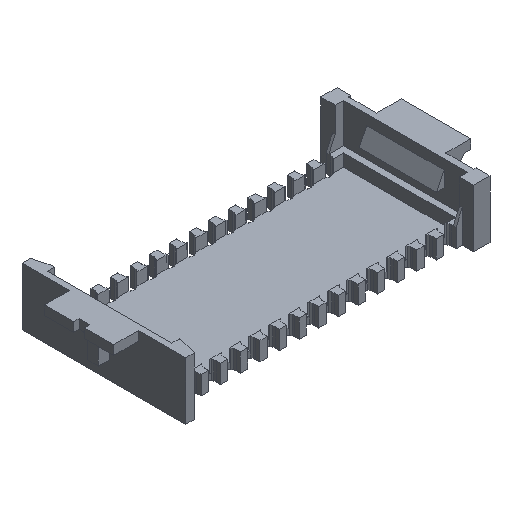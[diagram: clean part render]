
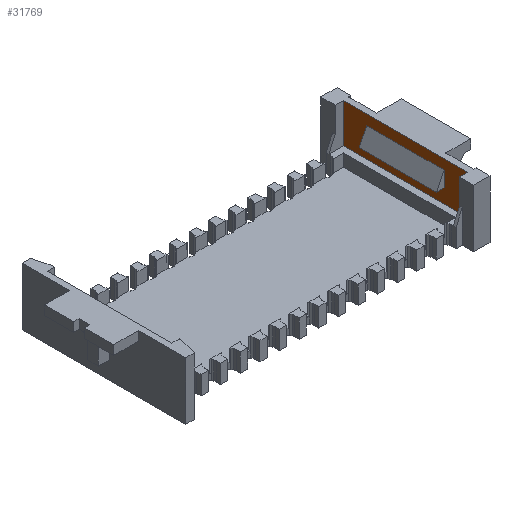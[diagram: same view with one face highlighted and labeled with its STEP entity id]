
A CAD part, isometric view. The second image highlights one B-rep face of the part: STEP entity #31769.
In plain terms, the highlighted planar face has unit normal (-1, 0, 0).
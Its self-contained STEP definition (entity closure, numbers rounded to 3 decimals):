
#14731 = PLANE('',#14732);
#14732 = AXIS2_PLACEMENT_3D('',#14733,#14734,#14735);
#14733 = CARTESIAN_POINT('',(-19.15,-8.05,-1.34));
#14734 = DIRECTION('',(0.,0.,1.));
#14735 = DIRECTION('',(1.,0.,0.));
#30496 = PLANE('',#30497);
#30497 = AXIS2_PLACEMENT_3D('',#30498,#30499,#30500);
#30498 = CARTESIAN_POINT('',(-19.15,8.05,-1.34));
#30499 = DIRECTION('',(0.,1.,0.));
#30500 = DIRECTION('',(0.,0.,1.));
#30548 = PLANE('',#30549);
#30549 = AXIS2_PLACEMENT_3D('',#30550,#30551,#30552);
#30550 = CARTESIAN_POINT('',(-19.15,-8.05,-1.34));
#30551 = DIRECTION('',(0.,1.,0.));
#30552 = DIRECTION('',(0.,0.,1.));
#31672 = VERTEX_POINT('',#31673);
#31673 = CARTESIAN_POINT('',(19.15,8.05,3.74));
#31688 = PLANE('',#31689);
#31689 = AXIS2_PLACEMENT_3D('',#31690,#31691,#31692);
#31690 = CARTESIAN_POINT('',(20.193,0.,3.74));
#31691 = DIRECTION('',(0.,0.,1.));
#31692 = DIRECTION('',(1.,0.,0.));
#31700 = EDGE_CURVE('',#31701,#31672,#31703,.T.);
#31701 = VERTEX_POINT('',#31702);
#31702 = CARTESIAN_POINT('',(19.15,8.05,-1.34));
#31703 = SURFACE_CURVE('',#31704,(#31708,#31715),.PCURVE_S1.);
#31704 = LINE('',#31705,#31706);
#31705 = CARTESIAN_POINT('',(19.15,8.05,-1.34));
#31706 = VECTOR('',#31707,1.);
#31707 = DIRECTION('',(0.,0.,1.));
#31708 = PCURVE('',#30496,#31709);
#31709 = DEFINITIONAL_REPRESENTATION('',(#31710),#31714);
#31710 = LINE('',#31711,#31712);
#31711 = CARTESIAN_POINT('',(0.,38.3));
#31712 = VECTOR('',#31713,1.);
#31713 = DIRECTION('',(1.,0.));
#31714 = ( GEOMETRIC_REPRESENTATION_CONTEXT(2) 
PARAMETRIC_REPRESENTATION_CONTEXT() REPRESENTATION_CONTEXT('2D SPACE',''
  ) );
#31715 = PCURVE('',#31716,#31721);
#31716 = PLANE('',#31717);
#31717 = AXIS2_PLACEMENT_3D('',#31718,#31719,#31720);
#31718 = CARTESIAN_POINT('',(19.15,-8.05,-1.34));
#31719 = DIRECTION('',(1.,0.,0.));
#31720 = DIRECTION('',(0.,0.,1.));
#31721 = DEFINITIONAL_REPRESENTATION('',(#31722),#31726);
#31722 = LINE('',#31723,#31724);
#31723 = CARTESIAN_POINT('',(0.,-16.1));
#31724 = VECTOR('',#31725,1.);
#31725 = DIRECTION('',(1.,0.));
#31726 = ( GEOMETRIC_REPRESENTATION_CONTEXT(2) 
PARAMETRIC_REPRESENTATION_CONTEXT() REPRESENTATION_CONTEXT('2D SPACE',''
  ) );
#31769 = ADVANCED_FACE('',(#31770,#31839),#31716,.F.);
#31770 = FACE_BOUND('',#31771,.F.);
#31771 = EDGE_LOOP('',(#31772,#31797,#31818,#31819));
#31772 = ORIENTED_EDGE('',*,*,#31773,.F.);
#31773 = EDGE_CURVE('',#31774,#31776,#31778,.T.);
#31774 = VERTEX_POINT('',#31775);
#31775 = CARTESIAN_POINT('',(19.15,-8.05,-1.34));
#31776 = VERTEX_POINT('',#31777);
#31777 = CARTESIAN_POINT('',(19.15,-8.05,3.74));
#31778 = SURFACE_CURVE('',#31779,(#31783,#31790),.PCURVE_S1.);
#31779 = LINE('',#31780,#31781);
#31780 = CARTESIAN_POINT('',(19.15,-8.05,-1.34));
#31781 = VECTOR('',#31782,1.);
#31782 = DIRECTION('',(0.,0.,1.));
#31783 = PCURVE('',#31716,#31784);
#31784 = DEFINITIONAL_REPRESENTATION('',(#31785),#31789);
#31785 = LINE('',#31786,#31787);
#31786 = CARTESIAN_POINT('',(0.,0.));
#31787 = VECTOR('',#31788,1.);
#31788 = DIRECTION('',(1.,0.));
#31789 = ( GEOMETRIC_REPRESENTATION_CONTEXT(2) 
PARAMETRIC_REPRESENTATION_CONTEXT() REPRESENTATION_CONTEXT('2D SPACE',''
  ) );
#31790 = PCURVE('',#30548,#31791);
#31791 = DEFINITIONAL_REPRESENTATION('',(#31792),#31796);
#31792 = LINE('',#31793,#31794);
#31793 = CARTESIAN_POINT('',(0.,38.3));
#31794 = VECTOR('',#31795,1.);
#31795 = DIRECTION('',(1.,0.));
#31796 = ( GEOMETRIC_REPRESENTATION_CONTEXT(2) 
PARAMETRIC_REPRESENTATION_CONTEXT() REPRESENTATION_CONTEXT('2D SPACE',''
  ) );
#31797 = ORIENTED_EDGE('',*,*,#31798,.T.);
#31798 = EDGE_CURVE('',#31774,#31701,#31799,.T.);
#31799 = SURFACE_CURVE('',#31800,(#31804,#31811),.PCURVE_S1.);
#31800 = LINE('',#31801,#31802);
#31801 = CARTESIAN_POINT('',(19.15,-8.05,-1.34));
#31802 = VECTOR('',#31803,1.);
#31803 = DIRECTION('',(0.,1.,0.));
#31804 = PCURVE('',#31716,#31805);
#31805 = DEFINITIONAL_REPRESENTATION('',(#31806),#31810);
#31806 = LINE('',#31807,#31808);
#31807 = CARTESIAN_POINT('',(0.,0.));
#31808 = VECTOR('',#31809,1.);
#31809 = DIRECTION('',(0.,-1.));
#31810 = ( GEOMETRIC_REPRESENTATION_CONTEXT(2) 
PARAMETRIC_REPRESENTATION_CONTEXT() REPRESENTATION_CONTEXT('2D SPACE',''
  ) );
#31811 = PCURVE('',#14731,#31812);
#31812 = DEFINITIONAL_REPRESENTATION('',(#31813),#31817);
#31813 = LINE('',#31814,#31815);
#31814 = CARTESIAN_POINT('',(38.3,0.));
#31815 = VECTOR('',#31816,1.);
#31816 = DIRECTION('',(0.,1.));
#31817 = ( GEOMETRIC_REPRESENTATION_CONTEXT(2) 
PARAMETRIC_REPRESENTATION_CONTEXT() REPRESENTATION_CONTEXT('2D SPACE',''
  ) );
#31818 = ORIENTED_EDGE('',*,*,#31700,.T.);
#31819 = ORIENTED_EDGE('',*,*,#31820,.F.);
#31820 = EDGE_CURVE('',#31776,#31672,#31821,.T.);
#31821 = SURFACE_CURVE('',#31822,(#31826,#31832),.PCURVE_S1.);
#31822 = LINE('',#31823,#31824);
#31823 = CARTESIAN_POINT('',(19.15,-8.225,3.74));
#31824 = VECTOR('',#31825,1.);
#31825 = DIRECTION('',(0.,1.,0.));
#31826 = PCURVE('',#31716,#31827);
#31827 = DEFINITIONAL_REPRESENTATION('',(#31828),#31831);
#31828 = B_SPLINE_CURVE_WITH_KNOTS('',1,(#31829,#31830),.UNSPECIFIED.,
  .F.,.F.,(2,2),(-1.435,17.885),.PIECEWISE_BEZIER_KNOTS.);
#31829 = CARTESIAN_POINT('',(5.08,1.61));
#31830 = CARTESIAN_POINT('',(5.08,-17.71));
#31831 = ( GEOMETRIC_REPRESENTATION_CONTEXT(2) 
PARAMETRIC_REPRESENTATION_CONTEXT() REPRESENTATION_CONTEXT('2D SPACE',''
  ) );
#31832 = PCURVE('',#31688,#31833);
#31833 = DEFINITIONAL_REPRESENTATION('',(#31834),#31838);
#31834 = LINE('',#31835,#31836);
#31835 = CARTESIAN_POINT('',(-1.043,-8.225));
#31836 = VECTOR('',#31837,1.);
#31837 = DIRECTION('',(0.,1.));
#31838 = ( GEOMETRIC_REPRESENTATION_CONTEXT(2) 
PARAMETRIC_REPRESENTATION_CONTEXT() REPRESENTATION_CONTEXT('2D SPACE',''
  ) );
#31839 = FACE_BOUND('',#31840,.F.);
#31840 = EDGE_LOOP('',(#31841,#31871,#31899,#31927));
#31841 = ORIENTED_EDGE('',*,*,#31842,.F.);
#31842 = EDGE_CURVE('',#31843,#31845,#31847,.T.);
#31843 = VERTEX_POINT('',#31844);
#31844 = CARTESIAN_POINT('',(19.15,5.,0.46));
#31845 = VERTEX_POINT('',#31846);
#31846 = CARTESIAN_POINT('',(19.15,5.,2.46));
#31847 = SURFACE_CURVE('',#31848,(#31852,#31859),.PCURVE_S1.);
#31848 = LINE('',#31849,#31850);
#31849 = CARTESIAN_POINT('',(19.15,5.,0.46));
#31850 = VECTOR('',#31851,1.);
#31851 = DIRECTION('',(0.,0.,1.));
#31852 = PCURVE('',#31716,#31853);
#31853 = DEFINITIONAL_REPRESENTATION('',(#31854),#31858);
#31854 = LINE('',#31855,#31856);
#31855 = CARTESIAN_POINT('',(1.8,-13.05));
#31856 = VECTOR('',#31857,1.);
#31857 = DIRECTION('',(1.,0.));
#31858 = ( GEOMETRIC_REPRESENTATION_CONTEXT(2) 
PARAMETRIC_REPRESENTATION_CONTEXT() REPRESENTATION_CONTEXT('2D SPACE',''
  ) );
#31859 = PCURVE('',#31860,#31865);
#31860 = PLANE('',#31861);
#31861 = AXIS2_PLACEMENT_3D('',#31862,#31863,#31864);
#31862 = CARTESIAN_POINT('',(18.841,5.,1.269));
#31863 = DIRECTION('',(0.,1.,0.));
#31864 = DIRECTION('',(-1.,0.,0.));
#31865 = DEFINITIONAL_REPRESENTATION('',(#31866),#31870);
#31866 = LINE('',#31867,#31868);
#31867 = CARTESIAN_POINT('',(-0.309,-0.809));
#31868 = VECTOR('',#31869,1.);
#31869 = DIRECTION('',(-0.,1.));
#31870 = ( GEOMETRIC_REPRESENTATION_CONTEXT(2) 
PARAMETRIC_REPRESENTATION_CONTEXT() REPRESENTATION_CONTEXT('2D SPACE',''
  ) );
#31871 = ORIENTED_EDGE('',*,*,#31872,.T.);
#31872 = EDGE_CURVE('',#31843,#31873,#31875,.T.);
#31873 = VERTEX_POINT('',#31874);
#31874 = CARTESIAN_POINT('',(19.15,-5.,0.46));
#31875 = SURFACE_CURVE('',#31876,(#31880,#31887),.PCURVE_S1.);
#31876 = LINE('',#31877,#31878);
#31877 = CARTESIAN_POINT('',(19.15,5.,0.46));
#31878 = VECTOR('',#31879,1.);
#31879 = DIRECTION('',(0.,-1.,0.));
#31880 = PCURVE('',#31716,#31881);
#31881 = DEFINITIONAL_REPRESENTATION('',(#31882),#31886);
#31882 = LINE('',#31883,#31884);
#31883 = CARTESIAN_POINT('',(1.8,-13.05));
#31884 = VECTOR('',#31885,1.);
#31885 = DIRECTION('',(0.,1.));
#31886 = ( GEOMETRIC_REPRESENTATION_CONTEXT(2) 
PARAMETRIC_REPRESENTATION_CONTEXT() REPRESENTATION_CONTEXT('2D SPACE',''
  ) );
#31887 = PCURVE('',#31888,#31893);
#31888 = PLANE('',#31889);
#31889 = AXIS2_PLACEMENT_3D('',#31890,#31891,#31892);
#31890 = CARTESIAN_POINT('',(18.15,5.,0.46));
#31891 = DIRECTION('',(-0.,0.,-1.));
#31892 = DIRECTION('',(-1.,0.,0.));
#31893 = DEFINITIONAL_REPRESENTATION('',(#31894),#31898);
#31894 = LINE('',#31895,#31896);
#31895 = CARTESIAN_POINT('',(-1.,0.));
#31896 = VECTOR('',#31897,1.);
#31897 = DIRECTION('',(-0.,-1.));
#31898 = ( GEOMETRIC_REPRESENTATION_CONTEXT(2) 
PARAMETRIC_REPRESENTATION_CONTEXT() REPRESENTATION_CONTEXT('2D SPACE',''
  ) );
#31899 = ORIENTED_EDGE('',*,*,#31900,.T.);
#31900 = EDGE_CURVE('',#31873,#31901,#31903,.T.);
#31901 = VERTEX_POINT('',#31902);
#31902 = CARTESIAN_POINT('',(19.15,-5.,2.46));
#31903 = SURFACE_CURVE('',#31904,(#31908,#31915),.PCURVE_S1.);
#31904 = LINE('',#31905,#31906);
#31905 = CARTESIAN_POINT('',(19.15,-5.,0.46));
#31906 = VECTOR('',#31907,1.);
#31907 = DIRECTION('',(0.,0.,1.));
#31908 = PCURVE('',#31716,#31909);
#31909 = DEFINITIONAL_REPRESENTATION('',(#31910),#31914);
#31910 = LINE('',#31911,#31912);
#31911 = CARTESIAN_POINT('',(1.8,-3.05));
#31912 = VECTOR('',#31913,1.);
#31913 = DIRECTION('',(1.,0.));
#31914 = ( GEOMETRIC_REPRESENTATION_CONTEXT(2) 
PARAMETRIC_REPRESENTATION_CONTEXT() REPRESENTATION_CONTEXT('2D SPACE',''
  ) );
#31915 = PCURVE('',#31916,#31921);
#31916 = PLANE('',#31917);
#31917 = AXIS2_PLACEMENT_3D('',#31918,#31919,#31920);
#31918 = CARTESIAN_POINT('',(18.841,-5.,1.269));
#31919 = DIRECTION('',(0.,1.,0.));
#31920 = DIRECTION('',(-1.,0.,0.));
#31921 = DEFINITIONAL_REPRESENTATION('',(#31922),#31926);
#31922 = LINE('',#31923,#31924);
#31923 = CARTESIAN_POINT('',(-0.309,-0.809));
#31924 = VECTOR('',#31925,1.);
#31925 = DIRECTION('',(-0.,1.));
#31926 = ( GEOMETRIC_REPRESENTATION_CONTEXT(2) 
PARAMETRIC_REPRESENTATION_CONTEXT() REPRESENTATION_CONTEXT('2D SPACE',''
  ) );
#31927 = ORIENTED_EDGE('',*,*,#31928,.F.);
#31928 = EDGE_CURVE('',#31845,#31901,#31929,.T.);
#31929 = SURFACE_CURVE('',#31930,(#31934,#31941),.PCURVE_S1.);
#31930 = LINE('',#31931,#31932);
#31931 = CARTESIAN_POINT('',(19.15,5.,2.46));
#31932 = VECTOR('',#31933,1.);
#31933 = DIRECTION('',(0.,-1.,0.));
#31934 = PCURVE('',#31716,#31935);
#31935 = DEFINITIONAL_REPRESENTATION('',(#31936),#31940);
#31936 = LINE('',#31937,#31938);
#31937 = CARTESIAN_POINT('',(3.8,-13.05));
#31938 = VECTOR('',#31939,1.);
#31939 = DIRECTION('',(0.,1.));
#31940 = ( GEOMETRIC_REPRESENTATION_CONTEXT(2) 
PARAMETRIC_REPRESENTATION_CONTEXT() REPRESENTATION_CONTEXT('2D SPACE',''
  ) );
#31941 = PCURVE('',#31942,#31947);
#31942 = PLANE('',#31943);
#31943 = AXIS2_PLACEMENT_3D('',#31944,#31945,#31946);
#31944 = CARTESIAN_POINT('',(19.15,5.,2.46));
#31945 = DIRECTION('',(-0.894,0.,0.447));
#31946 = DIRECTION('',(0.447,0.,0.894));
#31947 = DEFINITIONAL_REPRESENTATION('',(#31948),#31952);
#31948 = LINE('',#31949,#31950);
#31949 = CARTESIAN_POINT('',(0.,-0.));
#31950 = VECTOR('',#31951,1.);
#31951 = DIRECTION('',(-0.,-1.));
#31952 = ( GEOMETRIC_REPRESENTATION_CONTEXT(2) 
PARAMETRIC_REPRESENTATION_CONTEXT() REPRESENTATION_CONTEXT('2D SPACE',''
  ) );
